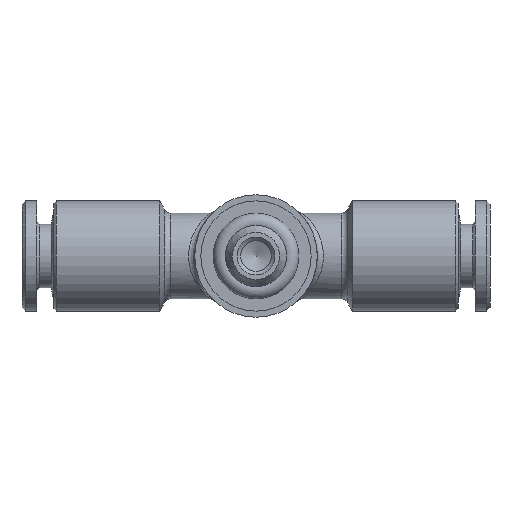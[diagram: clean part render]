
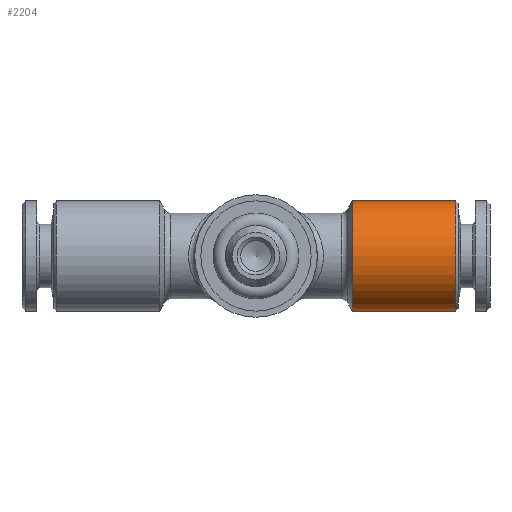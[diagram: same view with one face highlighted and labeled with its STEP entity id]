
A CAD part, front view. The second image highlights one B-rep face of the part: STEP entity #2204.
In plain terms, the highlighted cylindrical face has radius 4.5 mm (diameter 9 mm), a full revolution.
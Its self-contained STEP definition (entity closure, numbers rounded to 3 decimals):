
#160=CYLINDRICAL_SURFACE('',#2329,4.5);
#194=ORIENTED_EDGE('',*,*,#520,.T.);
#195=ORIENTED_EDGE('',*,*,#521,.T.);
#520=EDGE_CURVE('',#683,#683,#824,.T.);
#521=EDGE_CURVE('',#684,#684,#825,.T.);
#683=VERTEX_POINT('',#2996);
#684=VERTEX_POINT('',#2998);
#824=CIRCLE('',#2330,4.5);
#825=CIRCLE('',#2331,4.5);
#927=EDGE_LOOP('',(#194));
#928=EDGE_LOOP('',(#195));
#1141=FACE_BOUND('',#927,.T.);
#1142=FACE_BOUND('',#928,.T.);
#2204=ADVANCED_FACE('',(#1141,#1142),#160,.T.);
#2329=AXIS2_PLACEMENT_3D('',#2994,#2546,#2547);
#2330=AXIS2_PLACEMENT_3D('',#2995,#2548,#2549);
#2331=AXIS2_PLACEMENT_3D('',#2997,#2550,#2551);
#2546=DIRECTION('',(-1.,0.,0.));
#2547=DIRECTION('',(0.,0.,-1.));
#2548=DIRECTION('',(-1.,0.,0.));
#2549=DIRECTION('',(0.,0.,1.));
#2550=DIRECTION('',(1.,0.,0.));
#2551=DIRECTION('',(0.,0.,-1.));
#2994=CARTESIAN_POINT('',(-12.,11.,0.));
#2995=CARTESIAN_POINT('',(16.3,11.,0.));
#2996=CARTESIAN_POINT('',(16.3,11.,4.5));
#2997=CARTESIAN_POINT('',(7.877,11.,0.));
#2998=CARTESIAN_POINT('',(7.877,11.,-4.5));
